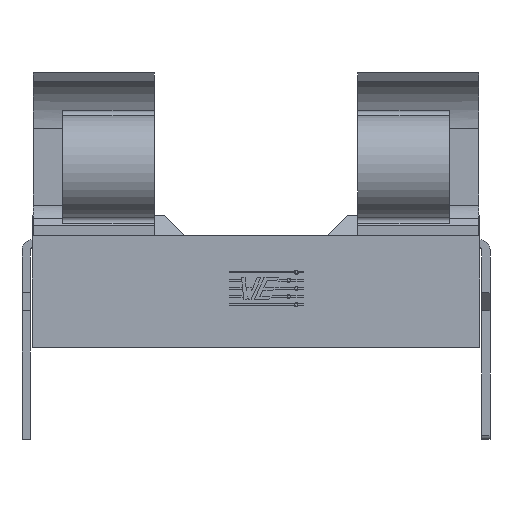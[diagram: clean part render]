
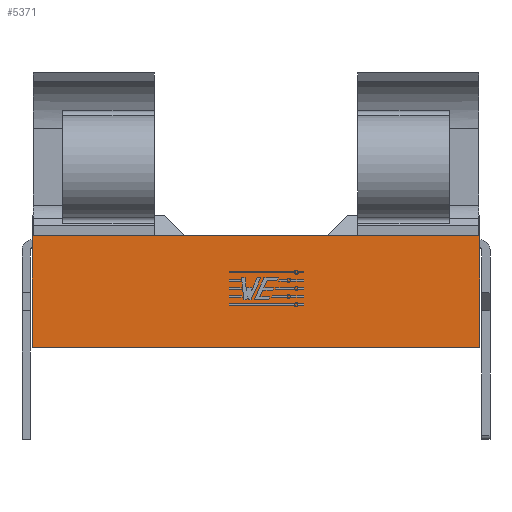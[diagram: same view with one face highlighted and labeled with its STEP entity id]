
A CAD part, front view. The second image highlights one B-rep face of the part: STEP entity #5371.
In plain terms, the highlighted planar face has unit normal (0, -1, 0).
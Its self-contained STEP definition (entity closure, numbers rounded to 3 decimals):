
#250=PLANE('',#5863);
#522=FACE_OUTER_BOUND('',#812,.T.);
#812=EDGE_LOOP('',(#4634,#4635,#4636,#4637));
#1128=LINE('',#8049,#1748);
#1228=LINE('',#8283,#1848);
#1299=LINE('',#8446,#1919);
#1337=LINE('',#8542,#1957);
#1748=VECTOR('',#6495,10.);
#1848=VECTOR('',#6695,10.);
#1919=VECTOR('',#6884,10.);
#1957=VECTOR('',#7004,10.);
#2520=VERTEX_POINT('',#8046);
#2521=VERTEX_POINT('',#8048);
#2604=VERTEX_POINT('',#8280);
#2605=VERTEX_POINT('',#8282);
#3095=EDGE_CURVE('',#2520,#2521,#1128,.T.);
#3214=EDGE_CURVE('',#2605,#2604,#1228,.T.);
#3296=EDGE_CURVE('',#2520,#2605,#1299,.T.);
#3344=EDGE_CURVE('',#2521,#2604,#1337,.T.);
#4634=ORIENTED_EDGE('',*,*,#3296,.T.);
#4635=ORIENTED_EDGE('',*,*,#3214,.T.);
#4636=ORIENTED_EDGE('',*,*,#3344,.F.);
#4637=ORIENTED_EDGE('',*,*,#3095,.F.);
#5371=ADVANCED_FACE('',(#522),#250,.T.);
#5863=AXIS2_PLACEMENT_3D('',#8549,#7015,#7016);
#6495=DIRECTION('',(0.,0.,1.));
#6695=DIRECTION('',(0.,0.,1.));
#6884=DIRECTION('',(1.,0.,0.));
#7004=DIRECTION('',(1.,0.,0.));
#7015=DIRECTION('center_axis',(0.,-1.,0.));
#7016=DIRECTION('ref_axis',(1.,0.,0.));
#8046=CARTESIAN_POINT('',(-11.,-4.5,0.));
#8048=CARTESIAN_POINT('',(-11.,-4.5,5.5));
#8049=CARTESIAN_POINT('',(-11.,-4.5,0.));
#8280=CARTESIAN_POINT('',(11.,-4.5,5.5));
#8282=CARTESIAN_POINT('',(11.,-4.5,0.));
#8283=CARTESIAN_POINT('',(11.,-4.5,0.));
#8446=CARTESIAN_POINT('',(-11.,-4.5,0.));
#8542=CARTESIAN_POINT('',(-11.,-4.5,5.5));
#8549=CARTESIAN_POINT('Origin',(-11.,-4.5,0.));
